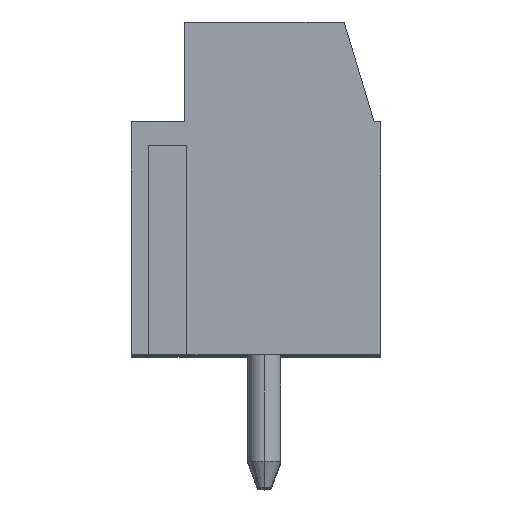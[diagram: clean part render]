
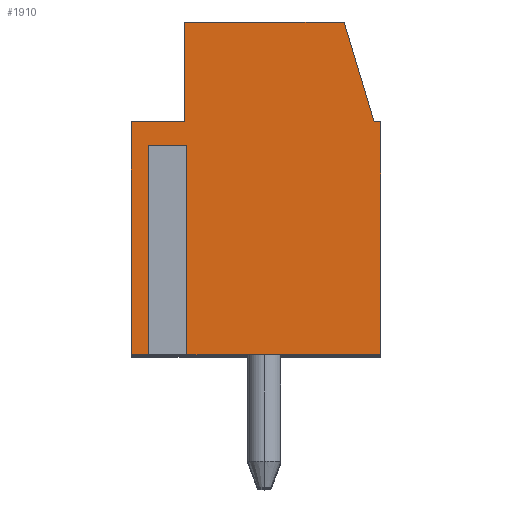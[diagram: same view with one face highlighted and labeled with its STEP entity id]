
A CAD part, top view. The second image highlights one B-rep face of the part: STEP entity #1910.
In plain terms, the highlighted planar face has unit normal (0, 0, 1).
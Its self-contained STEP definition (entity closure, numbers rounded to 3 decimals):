
#5 = ORIENTED_EDGE ( 'NONE', *, *, #1702, .T. ) ;
#18 = DIRECTION ( 'NONE',  ( 0., 1., 0. ) ) ;
#22 = ORIENTED_EDGE ( 'NONE', *, *, #1742, .T. ) ;
#25 = CARTESIAN_POINT ( 'NONE',  ( -610.837, -511.314, 0. ) ) ;
#45 = VECTOR ( 'NONE', #908, 1000. ) ;
#49 = ORIENTED_EDGE ( 'NONE', *, *, #1290, .F. ) ;
#65 = ORIENTED_EDGE ( 'NONE', *, *, #1829, .T. ) ;
#67 = ORIENTED_EDGE ( 'NONE', *, *, #1876, .T. ) ;
#97 = ORIENTED_EDGE ( 'NONE', *, *, #1460, .T. ) ;
#99 = ORIENTED_EDGE ( 'NONE', *, *, #1493, .T. ) ;
#108 = DIRECTION ( 'NONE',  ( -1., -0.003, 0. ) ) ;
#126 = VERTEX_POINT ( 'NONE', #1738 ) ;
#158 = DIRECTION ( 'NONE',  ( -1., 0., 0. ) ) ;
#164 = ORIENTED_EDGE ( 'NONE', *, *, #1545, .T. ) ;
#188 = ORIENTED_EDGE ( 'NONE', *, *, #1885, .F. ) ;
#191 = ORIENTED_EDGE ( 'NONE', *, *, #1848, .T. ) ;
#199 = DIRECTION ( 'NONE',  ( 1., 0., 0. ) ) ;
#210 = CARTESIAN_POINT ( 'NONE',  ( -603.862, -510.614, 0. ) ) ;
#214 = ORIENTED_EDGE ( 'NONE', *, *, #1570, .T. ) ;
#222 = VERTEX_POINT ( 'NONE', #1593 ) ;
#260 = ORIENTED_EDGE ( 'NONE', *, *, #1655, .T. ) ;
#264 = CARTESIAN_POINT ( 'NONE',  ( -609.762, -507.614, 0. ) ) ;
#267 = VERTEX_POINT ( 'NONE', #1458 ) ;
#275 = AXIS2_PLACEMENT_3D ( 'NONE', #1684, #707, #1840 ) ;
#311 = FACE_OUTER_BOUND ( 'NONE', #562, .T. ) ;
#317 = DIRECTION ( 'NONE',  ( -0.287, 0.958, 0. ) ) ;
#322 = CARTESIAN_POINT ( 'NONE',  ( 0., -511.314, 0. ) ) ;
#346 = VECTOR ( 'NONE', #1258, 1000. ) ;
#440 = CARTESIAN_POINT ( 'NONE',  ( -609.687, -511.314, 0. ) ) ;
#534 = CARTESIAN_POINT ( 'NONE',  ( -607.612, -517.614, 0. ) ) ;
#549 = VECTOR ( 'NONE', #158, 1000. ) ;
#562 = EDGE_LOOP ( 'NONE', ( #5, #22, #49, #65, #67, #97, #99, #164, #188, #191, #214, #260 ) ) ;
#616 = CARTESIAN_POINT ( 'NONE',  ( -609.687, 0., 0. ) ) ;
#628 = VECTOR ( 'NONE', #679, 1000. ) ;
#679 = DIRECTION ( 'NONE',  ( 0., -1., 0. ) ) ;
#704 = LINE ( 'NONE', #534, #1932 ) ;
#707 = DIRECTION ( 'NONE',  ( 0., 0., 1. ) ) ;
#736 = VERTEX_POINT ( 'NONE', #1125 ) ;
#740 = CARTESIAN_POINT ( 'NONE',  ( -604.962, -507.614, 0. ) ) ;
#775 = LINE ( 'NONE', #616, #346 ) ;
#806 = CARTESIAN_POINT ( 'NONE',  ( -610.837, 0., 0. ) ) ;
#818 = CARTESIAN_POINT ( 'NONE',  ( -604.062, -510.614, 0. ) ) ;
#908 = DIRECTION ( 'NONE',  ( 1., 0., 0. ) ) ;
#972 = CARTESIAN_POINT ( 'NONE',  ( -604.062, -510.614, 0. ) ) ;
#982 = LINE ( 'NONE', #1292, #549 ) ;
#1020 = CARTESIAN_POINT ( 'NONE',  ( 0., -517.614, 0. ) ) ;
#1026 = VERTEX_POINT ( 'NONE', #25 ) ;
#1030 = VECTOR ( 'NONE', #317, 1000. ) ;
#1049 = CARTESIAN_POINT ( 'NONE',  ( -603.862, -517.614, 0. ) ) ;
#1077 = VERTEX_POINT ( 'NONE', #210 ) ;
#1125 = CARTESIAN_POINT ( 'NONE',  ( -609.687, -517.614, 0. ) ) ;
#1153 = VECTOR ( 'NONE', #108, 1000. ) ;
#1158 = VERTEX_POINT ( 'NONE', #1049 ) ;
#1166 = DIRECTION ( 'NONE',  ( 0., -1., 0. ) ) ;
#1172 = VECTOR ( 'NONE', #18, 1000. ) ;
#1176 = VECTOR ( 'NONE', #1774, 1000. ) ;
#1213 = CARTESIAN_POINT ( 'NONE',  ( -611.362, -510.614, 0. ) ) ;
#1223 = LINE ( 'NONE', #1335, #2032 ) ;
#1229 = LINE ( 'NONE', #806, #1176 ) ;
#1243 = VERTEX_POINT ( 'NONE', #740 ) ;
#1258 = DIRECTION ( 'NONE',  ( 0., -1., 0. ) ) ;
#1278 = LINE ( 'NONE', #1980, #1172 ) ;
#1290 = EDGE_CURVE ( 'NONE', #2048, #126, #1362, .T. ) ;
#1292 = CARTESIAN_POINT ( 'NONE',  ( 0., -507.614, 0. ) ) ;
#1293 = DIRECTION ( 'NONE',  ( 1., 0., 0. ) ) ;
#1335 = CARTESIAN_POINT ( 'NONE',  ( -611.362, 0., 0. ) ) ;
#1338 = DIRECTION ( 'NONE',  ( -1., 0., 0. ) ) ;
#1362 = LINE ( 'NONE', #1890, #45 ) ;
#1412 = VECTOR ( 'NONE', #1293, 1000. ) ;
#1458 = CARTESIAN_POINT ( 'NONE',  ( -610.837, -517.614, 0. ) ) ;
#1460 = EDGE_CURVE ( 'NONE', #267, #1026, #1229, .T. ) ;
#1468 = LINE ( 'NONE', #972, #1030 ) ;
#1473 = LINE ( 'NONE', #322, #1412 ) ;
#1493 = EDGE_CURVE ( 'NONE', #1026, #2104, #1473, .T. ) ;
#1545 = EDGE_CURVE ( 'NONE', #2104, #736, #775, .T. ) ;
#1558 = VECTOR ( 'NONE', #199, 1000. ) ;
#1570 = EDGE_CURVE ( 'NONE', #1077, #1685, #1650, .T. ) ;
#1593 = CARTESIAN_POINT ( 'NONE',  ( -611.362, -517.614, 0. ) ) ;
#1650 = LINE ( 'NONE', #2065, #1153 ) ;
#1655 = EDGE_CURVE ( 'NONE', #1685, #1243, #1468, .T. ) ;
#1684 = CARTESIAN_POINT ( 'NONE',  ( 0., 0., 0. ) ) ;
#1685 = VERTEX_POINT ( 'NONE', #818 ) ;
#1702 = EDGE_CURVE ( 'NONE', #1243, #2116, #982, .T. ) ;
#1738 = CARTESIAN_POINT ( 'NONE',  ( -609.762, -510.614, 0. ) ) ;
#1742 = EDGE_CURVE ( 'NONE', #2116, #126, #2010, .T. ) ;
#1774 = DIRECTION ( 'NONE',  ( 0., 1., 0. ) ) ;
#1804 = CARTESIAN_POINT ( 'NONE',  ( -609.762, 0., 0. ) ) ;
#1829 = EDGE_CURVE ( 'NONE', #2048, #222, #1223, .T. ) ;
#1840 = DIRECTION ( 'NONE',  ( 1., 0., 0. ) ) ;
#1848 = EDGE_CURVE ( 'NONE', #1158, #1077, #1278, .T. ) ;
#1876 = EDGE_CURVE ( 'NONE', #222, #267, #1981, .T. ) ;
#1885 = EDGE_CURVE ( 'NONE', #1158, #736, #704, .T. ) ;
#1890 = CARTESIAN_POINT ( 'NONE',  ( -610.062, -510.614, 0. ) ) ;
#1910 = ADVANCED_FACE ( 'NONE', ( #311 ), #1986, .T. ) ;
#1932 = VECTOR ( 'NONE', #1338, 1000. ) ;
#1980 = CARTESIAN_POINT ( 'NONE',  ( -603.862, 0., 0. ) ) ;
#1981 = LINE ( 'NONE', #1020, #1558 ) ;
#1986 = PLANE ( 'NONE',  #275 ) ;
#2010 = LINE ( 'NONE', #1804, #628 ) ;
#2032 = VECTOR ( 'NONE', #1166, 1000. ) ;
#2048 = VERTEX_POINT ( 'NONE', #1213 ) ;
#2065 = CARTESIAN_POINT ( 'NONE',  ( -603.862, -510.614, 0. ) ) ;
#2104 = VERTEX_POINT ( 'NONE', #440 ) ;
#2116 = VERTEX_POINT ( 'NONE', #264 ) ;
